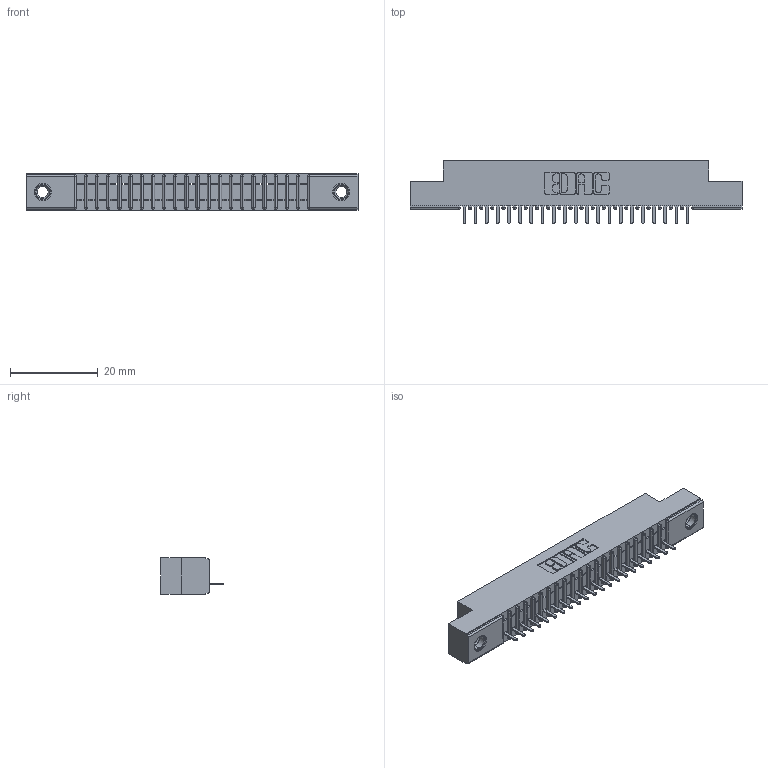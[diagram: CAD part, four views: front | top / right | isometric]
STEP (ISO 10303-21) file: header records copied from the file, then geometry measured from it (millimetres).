
FILE_DESCRIPTION (( 'STEP AP203' ), '1' );
FILE_NAME ('341-021-520-107.STEP', '2018-08-06T17:03:54', ( '' ), ( '' ), 'SwSTEP 2.0', 'SolidWorks 2016', '' );
FILE_SCHEMA (( 'CONFIG_CONTROL_DESIGN' ));
Length unit declared in the file: inch
Products named in the file (4): 345-250-001_345-250-005-103; 341-021-520-107; 341 Part_.156 (3.96) Dia Mounting Holes; 341-292-001_341-292-120
Assembly tree (24 placements, depth 2):
  341-021-520-107
    341 Part_.156 (3.96) Dia Mounting Holes
    341-292-001_341-292-120  x21
    345-250-001_345-250-005-103  x2
Bounding box: 75.56 x 14.27 x 8.38 mm (x, y, z)
Volume: 4141.8 mm3; surface area: 7584.7 mm2
Topology: 24 solids, 24 shells, 1898 faces, 5429 edges, 3482 vertices
Faces by surface type: plane 1171, cylinder 627, sphere 44, torus 44, cone 12
Entity records: 28725 total; most frequent: CARTESIAN_POINT 4849, ORIENTED_EDGE 4830, DIRECTION 4709, EDGE_CURVE 2415, VECTOR 1925, LINE 1925, VERTEX_POINT 1532, AXIS2_PLACEMENT_3D 1392
